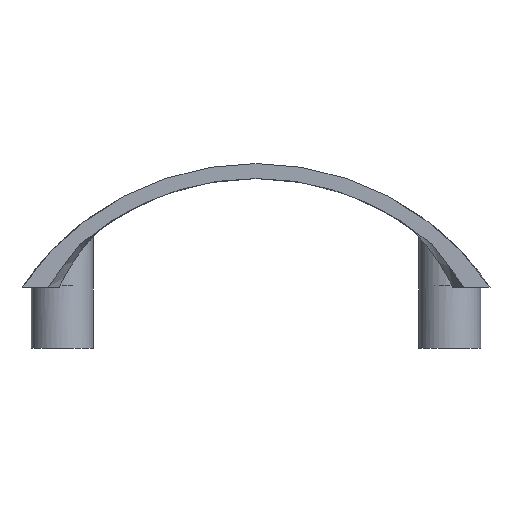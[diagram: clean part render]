
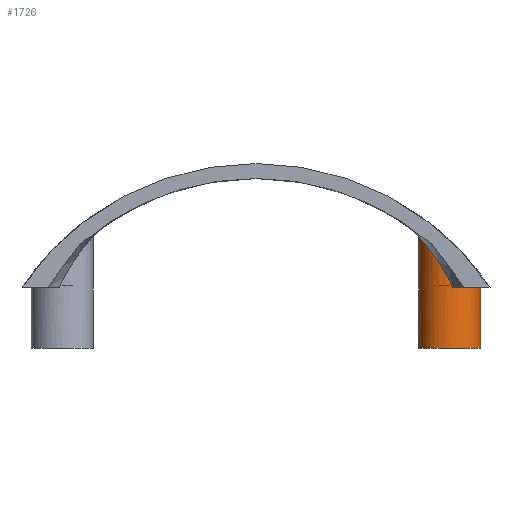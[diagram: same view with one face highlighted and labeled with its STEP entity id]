
A CAD part, front view. The second image highlights one B-rep face of the part: STEP entity #1726.
In plain terms, the highlighted cylindrical face has radius 3.1 mm (diameter 6.2 mm), a partial arc.
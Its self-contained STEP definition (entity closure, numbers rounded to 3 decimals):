
#47 = CARTESIAN_POINT ( 'NONE',  ( 40.906, 1.453, 3.541 ) ) ;
#158 = ORIENTED_EDGE ( 'NONE', *, *, #523, .T. ) ;
#184 = B_SPLINE_CURVE_WITH_KNOTS ( 'NONE', 3,
 ( #2286, #272, #3085, #1661, #1456, #532, #2509, #2237, #1717, #1390, #3102, #606, #2781, #3396, #552, #257, #2268, #1126, #2542, #585, #3049, #2252, #3362, #566, #2562, #882, #47, #3620, #866, #1109, #2524, #1696, #2852, #810, #829, #2812, #3121, #288, #1990, #1736, #3343, #2009, #322, #2577, #1938, #1164, #3378, #1679, #2837, #1182, #1960, #1421, #3327 ),
 .UNSPECIFIED., .F., .F.,
 ( 4, 2, 2, 1, 1, 1, 2, 2, 1, 1, 1, 2, 2, 1, 1, 1, 2, 2, 1, 1, 2, 2, 2, 1, 2, 2, 2, 1, 2, 2, 2, 2, 4 ),
 ( 0., 0.062, 0.066, 0.07, 0.078, 0.094, 0.125, 0.129, 0.133, 0.14, 0.156, 0.187, 0.191, 0.195, 0.203, 0.219, 0.25, 0.254, 0.258, 0.265, 0.281, 0.312, 0.32, 0.328, 0.343, 0.375, 0.382, 0.39, 0.406, 0.437, 0.453, 0.468, 0.499 ),
 .UNSPECIFIED. ) ;
#207 = CARTESIAN_POINT ( 'NONE',  ( 45.86, 3.937, 0. ) ) ;
#243 = VECTOR ( 'NONE', #2548, 1000. ) ;
#257 = CARTESIAN_POINT ( 'NONE',  ( 41.708, 1.019, 2.383 ) ) ;
#272 = CARTESIAN_POINT ( 'NONE',  ( 42.893, 0.836, 0.339 ) ) ;
#288 = CARTESIAN_POINT ( 'NONE',  ( 40.158, 2.248, 4.491 ) ) ;
#322 = CARTESIAN_POINT ( 'NONE',  ( 39.937, 2.654, 4.75 ) ) ;
#504 = DIRECTION ( 'NONE',  ( 1., 0., 0. ) ) ;
#523 = EDGE_CURVE ( 'NONE', #3377, #2638, #184, .T. ) ;
#532 = CARTESIAN_POINT ( 'NONE',  ( 42.515, 0.847, 1.036 ) ) ;
#552 = CARTESIAN_POINT ( 'NONE',  ( 41.869, 0.968, 2.129 ) ) ;
#566 = CARTESIAN_POINT ( 'NONE',  ( 41.035, 1.36, 3.366 ) ) ;
#585 = CARTESIAN_POINT ( 'NONE',  ( 41.44, 1.133, 2.787 ) ) ;
#603 = CARTESIAN_POINT ( 'NONE',  ( 42.76, 3.937, -6.115 ) ) ;
#606 = CARTESIAN_POINT ( 'NONE',  ( 42.008, 0.93, 1.903 ) ) ;
#810 = CARTESIAN_POINT ( 'NONE',  ( 40.412, 1.913, 4.182 ) ) ;
#829 = CARTESIAN_POINT ( 'NONE',  ( 40.373, 1.959, 4.229 ) ) ;
#866 = CARTESIAN_POINT ( 'NONE',  ( 40.795, 1.539, 3.689 ) ) ;
#882 = CARTESIAN_POINT ( 'NONE',  ( 40.928, 1.437, 3.511 ) ) ;
#899 = VERTEX_POINT ( 'NONE', #207 ) ;
#1091 = VERTEX_POINT ( 'NONE', #3256 ) ;
#1109 = CARTESIAN_POINT ( 'NONE',  ( 40.731, 1.593, 3.774 ) ) ;
#1120 = FACE_OUTER_BOUND ( 'NONE', #1163, .T. ) ;
#1126 = CARTESIAN_POINT ( 'NONE',  ( 41.476, 1.116, 2.733 ) ) ;
#1134 = CARTESIAN_POINT ( 'NONE',  ( 39.66, 3.938, 5.062 ) ) ;
#1163 = EDGE_LOOP ( 'NONE', ( #2584, #2311, #2412, #1370, #158 ) ) ;
#1164 = CARTESIAN_POINT ( 'NONE',  ( 39.79, 3.039, 4.917 ) ) ;
#1182 = CARTESIAN_POINT ( 'NONE',  ( 39.693, 3.481, 5.025 ) ) ;
#1213 = DIRECTION ( 'NONE',  ( 0., 0., -1. ) ) ;
#1315 = EDGE_CURVE ( 'NONE', #2007, #1091, #1892, .T. ) ;
#1370 = ORIENTED_EDGE ( 'NONE', *, *, #3471, .T. ) ;
#1390 = CARTESIAN_POINT ( 'NONE',  ( 42.118, 0.904, 1.724 ) ) ;
#1410 = CARTESIAN_POINT ( 'NONE',  ( 43.062, 0.852, 0. ) ) ;
#1421 = CARTESIAN_POINT ( 'NONE',  ( 39.66, 3.807, 5.062 ) ) ;
#1456 = CARTESIAN_POINT ( 'NONE',  ( 42.537, 0.845, 0.996 ) ) ;
#1661 = CARTESIAN_POINT ( 'NONE',  ( 42.549, 0.845, 0.974 ) ) ;
#1679 = CARTESIAN_POINT ( 'NONE',  ( 39.728, 3.289, 4.986 ) ) ;
#1696 = CARTESIAN_POINT ( 'NONE',  ( 40.526, 1.785, 4.038 ) ) ;
#1717 = CARTESIAN_POINT ( 'NONE',  ( 42.248, 0.878, 1.505 ) ) ;
#1724 = DIRECTION ( 'NONE',  ( 0., 0., -1. ) ) ;
#1726 = ADVANCED_FACE ( 'NONE', ( #1120 ), #3078, .T. ) ;
#1736 = CARTESIAN_POINT ( 'NONE',  ( 40.022, 2.483, 4.651 ) ) ;
#1741 = CARTESIAN_POINT ( 'NONE',  ( 39.66, 3.937, -6.115 ) ) ;
#1786 = LINE ( 'NONE', #2918, #2943 ) ;
#1892 = CIRCLE ( 'NONE', #2828, 3.1 ) ;
#1938 = CARTESIAN_POINT ( 'NONE',  ( 39.83, 2.918, 4.872 ) ) ;
#1945 = EDGE_CURVE ( 'NONE', #2007, #899, #1786, .T. ) ;
#1960 = CARTESIAN_POINT ( 'NONE',  ( 39.668, 3.676, 5.052 ) ) ;
#1981 = DIRECTION ( 'NONE',  ( -1., 0., 0. ) ) ;
#1990 = CARTESIAN_POINT ( 'NONE',  ( 40.094, 2.35, 4.567 ) ) ;
#2007 = VERTEX_POINT ( 'NONE', #2934 ) ;
#2009 = CARTESIAN_POINT ( 'NONE',  ( 39.979, 2.568, 4.702 ) ) ;
#2049 = CARTESIAN_POINT ( 'NONE',  ( 42.76, 3.937, 0. ) ) ;
#2237 = CARTESIAN_POINT ( 'NONE',  ( 42.403, 0.858, 1.235 ) ) ;
#2252 = CARTESIAN_POINT ( 'NONE',  ( 41.324, 1.189, 2.957 ) ) ;
#2268 = CARTESIAN_POINT ( 'NONE',  ( 41.574, 1.072, 2.587 ) ) ;
#2286 = CARTESIAN_POINT ( 'NONE',  ( 43.062, 0.852, 0. ) ) ;
#2311 = ORIENTED_EDGE ( 'NONE', *, *, #1315, .F. ) ;
#2412 = ORIENTED_EDGE ( 'NONE', *, *, #1945, .T. ) ;
#2509 = CARTESIAN_POINT ( 'NONE',  ( 42.481, 0.85, 1.096 ) ) ;
#2524 = CARTESIAN_POINT ( 'NONE',  ( 40.606, 1.705, 3.937 ) ) ;
#2542 = CARTESIAN_POINT ( 'NONE',  ( 41.463, 1.122, 2.752 ) ) ;
#2548 = DIRECTION ( 'NONE',  ( 0., 0., 1. ) ) ;
#2562 = CARTESIAN_POINT ( 'NONE',  ( 40.94, 1.428, 3.495 ) ) ;
#2577 = CARTESIAN_POINT ( 'NONE',  ( 39.9, 2.741, 4.793 ) ) ;
#2584 = ORIENTED_EDGE ( 'NONE', *, *, #3624, .F. ) ;
#2638 = VERTEX_POINT ( 'NONE', #1134 ) ;
#2710 = AXIS2_PLACEMENT_3D ( 'NONE', #3302, #3576, #504 ) ;
#2781 = CARTESIAN_POINT ( 'NONE',  ( 41.985, 0.936, 1.941 ) ) ;
#2812 = CARTESIAN_POINT ( 'NONE',  ( 40.316, 2.028, 4.3 ) ) ;
#2828 = AXIS2_PLACEMENT_3D ( 'NONE', #603, #1213, #3413 ) ;
#2837 = CARTESIAN_POINT ( 'NONE',  ( 39.703, 3.417, 5.014 ) ) ;
#2852 = CARTESIAN_POINT ( 'NONE',  ( 40.432, 1.89, 4.156 ) ) ;
#2918 = CARTESIAN_POINT ( 'NONE',  ( 45.86, 3.937, -6.115 ) ) ;
#2934 = CARTESIAN_POINT ( 'NONE',  ( 45.86, 3.937, -6.115 ) ) ;
#2943 = VECTOR ( 'NONE', #2969, 1000. ) ;
#2969 = DIRECTION ( 'NONE',  ( 0., 0., 1. ) ) ;
#3049 = CARTESIAN_POINT ( 'NONE',  ( 41.405, 1.149, 2.838 ) ) ;
#3078 = CYLINDRICAL_SURFACE ( 'NONE', #2710, 3.1 ) ;
#3085 = CARTESIAN_POINT ( 'NONE',  ( 42.724, 0.833, 0.658 ) ) ;
#3102 = CARTESIAN_POINT ( 'NONE',  ( 42.021, 0.927, 1.882 ) ) ;
#3121 = CARTESIAN_POINT ( 'NONE',  ( 40.262, 2.1, 4.365 ) ) ;
#3162 = LINE ( 'NONE', #1741, #243 ) ;
#3178 = CIRCLE ( 'NONE', #3236, 3.1 ) ;
#3236 = AXIS2_PLACEMENT_3D ( 'NONE', #2049, #1724, #1981 ) ;
#3256 = CARTESIAN_POINT ( 'NONE',  ( 39.66, 3.937, -6.115 ) ) ;
#3302 = CARTESIAN_POINT ( 'NONE',  ( 42.76, 3.937, -6.115 ) ) ;
#3327 = CARTESIAN_POINT ( 'NONE',  ( 39.66, 3.938, 5.062 ) ) ;
#3343 = CARTESIAN_POINT ( 'NONE',  ( 40.007, 2.512, 4.669 ) ) ;
#3362 = CARTESIAN_POINT ( 'NONE',  ( 41.165, 1.276, 3.185 ) ) ;
#3377 = VERTEX_POINT ( 'NONE', #1410 ) ;
#3378 = CARTESIAN_POINT ( 'NONE',  ( 39.743, 3.224, 4.97 ) ) ;
#3396 = CARTESIAN_POINT ( 'NONE',  ( 41.95, 0.945, 1.998 ) ) ;
#3413 = DIRECTION ( 'NONE',  ( -1., 0., 0. ) ) ;
#3471 = EDGE_CURVE ( 'NONE', #899, #3377, #3178, .T. ) ;
#3576 = DIRECTION ( 'NONE',  ( 0., 0., 1. ) ) ;
#3620 = CARTESIAN_POINT ( 'NONE',  ( 40.872, 1.478, 3.586 ) ) ;
#3624 = EDGE_CURVE ( 'NONE', #1091, #2638, #3162, .T. ) ;
